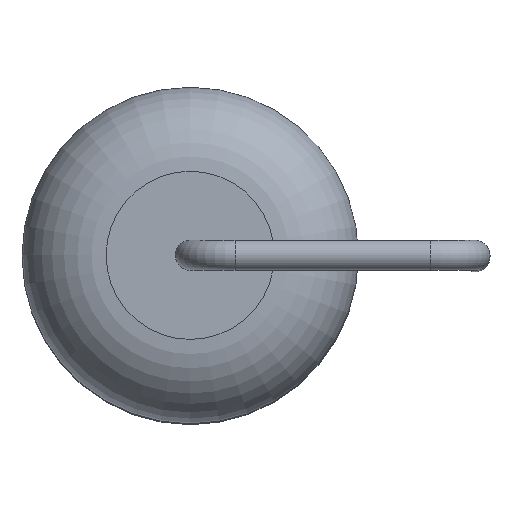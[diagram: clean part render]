
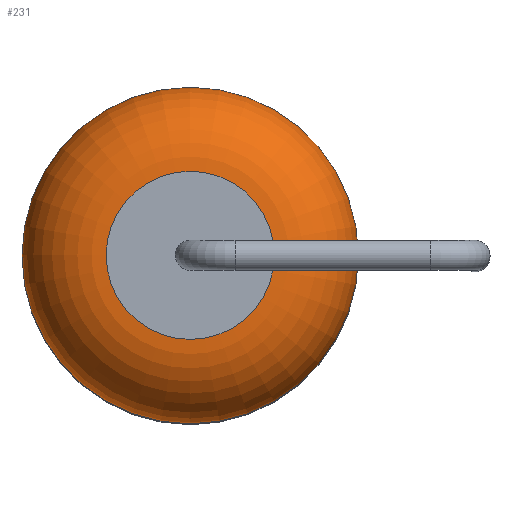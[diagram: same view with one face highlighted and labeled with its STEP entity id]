
A CAD part, top view. The second image highlights one B-rep face of the part: STEP entity #231.
In plain terms, the highlighted toroidal (fillet/blend) face has major radius 2.25 mm and minor radius 2.25 mm.
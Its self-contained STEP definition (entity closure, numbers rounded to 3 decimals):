
#211 = VERTEX_POINT('',#212);
#212 = CARTESIAN_POINT('',(4.5,0.,18.75));
#218 = EDGE_CURVE('',#211,#211,#219,.T.);
#219 = CIRCLE('',#220,4.5);
#220 = AXIS2_PLACEMENT_3D('',#221,#222,#223);
#221 = CARTESIAN_POINT('',(0.,0.,18.75));
#222 = DIRECTION('',(0.,0.,1.));
#223 = DIRECTION('',(1.,0.,0.));
#231 = ADVANCED_FACE('',(#232),#252,.T.);
#232 = FACE_BOUND('',#233,.T.);
#233 = EDGE_LOOP('',(#234,#243,#244,#245));
#234 = ORIENTED_EDGE('',*,*,#235,.F.);
#235 = EDGE_CURVE('',#211,#236,#238,.T.);
#236 = VERTEX_POINT('',#237);
#237 = CARTESIAN_POINT('',(2.25,0.,21.));
#238 = CIRCLE('',#239,2.25);
#239 = AXIS2_PLACEMENT_3D('',#240,#241,#242);
#240 = CARTESIAN_POINT('',(2.25,0.,18.75));
#241 = DIRECTION('',(0.,-1.,0.));
#242 = DIRECTION('',(1.,0.,0.));
#243 = ORIENTED_EDGE('',*,*,#218,.T.);
#244 = ORIENTED_EDGE('',*,*,#235,.T.);
#245 = ORIENTED_EDGE('',*,*,#246,.F.);
#246 = EDGE_CURVE('',#236,#236,#247,.T.);
#247 = CIRCLE('',#248,2.25);
#248 = AXIS2_PLACEMENT_3D('',#249,#250,#251);
#249 = CARTESIAN_POINT('',(0.,0.,21.));
#250 = DIRECTION('',(0.,0.,1.));
#251 = DIRECTION('',(1.,0.,0.));
#252 = TOROIDAL_SURFACE('',#253,2.25,2.25);
#253 = AXIS2_PLACEMENT_3D('',#254,#255,#256);
#254 = CARTESIAN_POINT('',(0.,0.,18.75));
#255 = DIRECTION('',(0.,0.,1.));
#256 = DIRECTION('',(1.,0.,0.));
